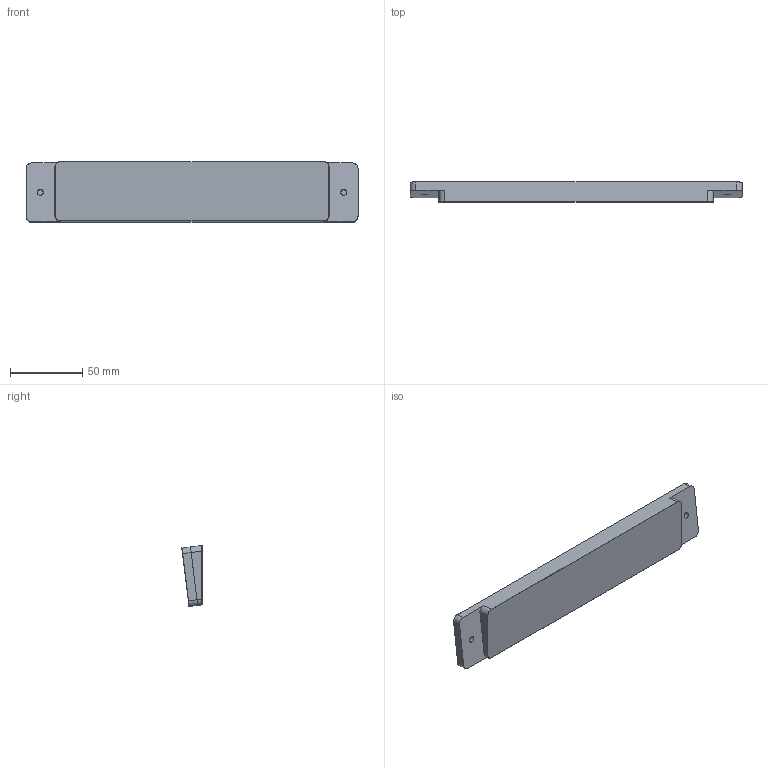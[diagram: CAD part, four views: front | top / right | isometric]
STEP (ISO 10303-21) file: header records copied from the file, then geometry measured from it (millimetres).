
FILE_DESCRIPTION(/* description */ ('Unknown'),/* implementation_level */ '2;1');
FILE_NAME(/* name */ 'Weight',/* time_stamp */ '2024-02-15T11:06:59-08:00',/* author */ ('Unknown'),/* organization */ ('Unknown'),/* preprocessor_version */ 'ST-DEVELOPER v19.4',/* originating_system */ 'Solid Edge',/* authorisation */ 'Unknown');
FILE_SCHEMA (('AUTOMOTIVE_DESIGN {1 0 10303 214 3 1 1}'));
Length unit declared in the file: millimetre
Products named in the file (2): WangAssembly - Prod2; Weight Only
Assembly tree (1 placements, depth 2):
  WangAssembly - Prod2
    Weight Only
Bounding box: 229.8 x 14.03 x 42.2 mm (x, y, z)
Volume: 99687.7 mm3; surface area: 24605.7 mm2
Topology: 1 solids, 1 shells, 38 faces, 86 edges, 52 vertices
Faces by surface type: plane 20, cylinder 10, bspline 4, cone 4
Full cylindrical faces by diameter (mm): 4.2 x2
Entity records: 1174 total; most frequent: CARTESIAN_POINT 316, ORIENTED_EDGE 168, DIRECTION 158, EDGE_CURVE 84, AXIS2_PLACEMENT_3D 55, VERTEX_POINT 52, LINE 48, VECTOR 48
